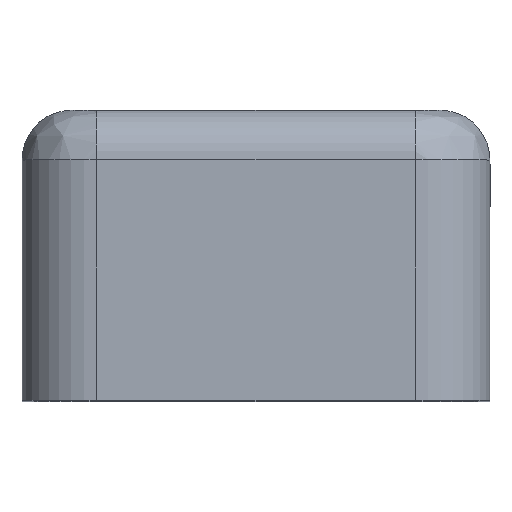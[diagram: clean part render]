
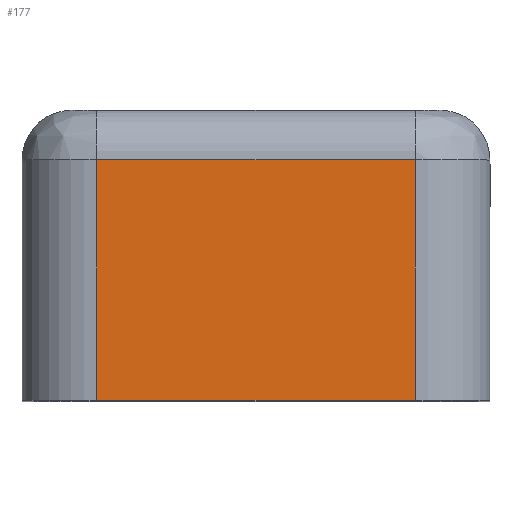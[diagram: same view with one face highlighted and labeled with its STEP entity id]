
A CAD part, top view. The second image highlights one B-rep face of the part: STEP entity #177.
In plain terms, the highlighted planar face has unit normal (0, 0, 1).
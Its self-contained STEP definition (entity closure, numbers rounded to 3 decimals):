
#177 = ADVANCED_FACE( 'NONE', ( #384 ), #385, .T. );
#384 = FACE_OUTER_BOUND( '', #675, .T. );
#385 = PLANE( '', #676 );
#675 = EDGE_LOOP( '', ( #1261, #1262, #1263, #1264 ) );
#676 = AXIS2_PLACEMENT_3D( '', #1265, #1266, #1267 );
#1261 = ORIENTED_EDGE( '', *, *, #1648, .T. );
#1262 = ORIENTED_EDGE( '', *, *, #1601, .F. );
#1263 = ORIENTED_EDGE( '', *, *, #1609, .F. );
#1264 = ORIENTED_EDGE( '', *, *, #1585, .T. );
#1265 = CARTESIAN_POINT( '', ( -3.85, 0., 11. ) );
#1266 = DIRECTION( '', ( 0., 0., 1. ) );
#1267 = DIRECTION( '', ( 1., 0., 0. ) );
#1585 = EDGE_CURVE( 'NONE', #1914, #1912, #1915, .T. );
#1601 = EDGE_CURVE( 'NONE', #1936, #1938, #1939, .T. );
#1609 = EDGE_CURVE( 'NONE', #1914, #1936, #1948, .T. );
#1648 = EDGE_CURVE( 'NONE', #1912, #1938, #1998, .T. );
#1912 = VERTEX_POINT( 'NONE', #2319 );
#1914 = VERTEX_POINT( 'NONE', #2321 );
#1915 = LINE( '', #2322, #2323 );
#1936 = VERTEX_POINT( 'NONE', #2352 );
#1938 = VERTEX_POINT( 'NONE', #2354 );
#1939 = LINE( '', #2355, #2356 );
#1948 = LINE( '', #2366, #2367 );
#1998 = LINE( '', #2432, #2433 );
#2319 = CARTESIAN_POINT( '', ( -3.85, -7., 11. ) );
#2321 = CARTESIAN_POINT( '', ( -3.85, -1.2, 11. ) );
#2322 = CARTESIAN_POINT( '', ( -3.85, 0., 11. ) );
#2323 = VECTOR( '', #2696, 1000. );
#2352 = CARTESIAN_POINT( '', ( 3.85, -1.2, 11. ) );
#2354 = CARTESIAN_POINT( '', ( 3.85, -7., 11. ) );
#2355 = CARTESIAN_POINT( '', ( 3.85, 0., 11. ) );
#2356 = VECTOR( '', #2711, 1000. );
#2366 = CARTESIAN_POINT( '', ( -3.85, -1.2, 11. ) );
#2367 = VECTOR( '', #2722, 1000. );
#2432 = CARTESIAN_POINT( '', ( -3.85, -7., 11. ) );
#2433 = VECTOR( '', #2777, 1000. );
#2696 = DIRECTION( '', ( 0., -1., 0. ) );
#2711 = DIRECTION( '', ( 0., -1., 0. ) );
#2722 = DIRECTION( '', ( 1., 0., 0. ) );
#2777 = DIRECTION( '', ( 1., 0., 0. ) );
